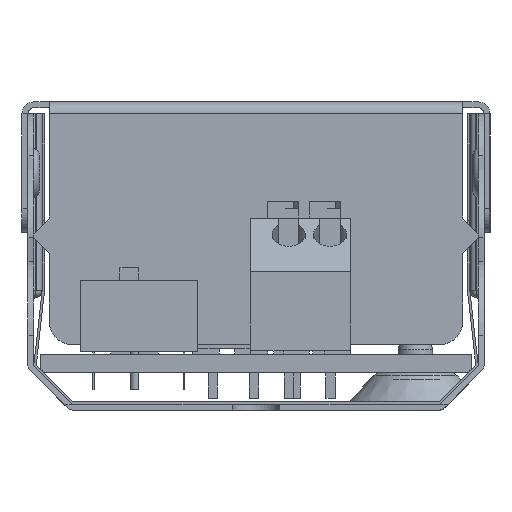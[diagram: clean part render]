
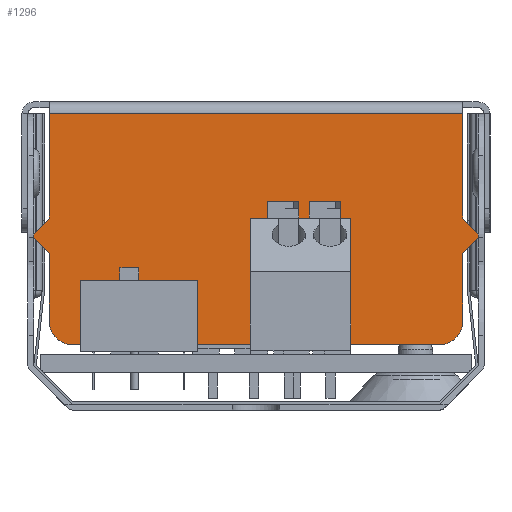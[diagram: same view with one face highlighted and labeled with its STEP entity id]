
A CAD part, left-side view. The second image highlights one B-rep face of the part: STEP entity #1296.
In plain terms, the highlighted planar face has unit normal (-1, 0, 0).
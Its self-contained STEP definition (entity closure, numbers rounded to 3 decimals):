
#1296=ADVANCED_FACE('',(#6291),#6293,.T.);
#6291=FACE_BOUND('',#6292,.T.);
#6292=EDGE_LOOP('',(#10245,#10246,#10247,#10248,#10249,#10250,#10251,#10252,#10253,
#10254,#10255,#10256,#10257,#10258));
#6293=PLANE('',#6294);
#6294=AXIS2_PLACEMENT_3D('',#6295,#6296,#6297);
#6295=CARTESIAN_POINT('',(-72.5,-17.45,5.5));
#6296=DIRECTION('',(-1.,0.,0.));
#6297=DIRECTION('',(0.,0.,1.));
#10245=ORIENTED_EDGE('',*,*,#12849,.F.);
#10246=ORIENTED_EDGE('',*,*,#12850,.F.);
#10247=ORIENTED_EDGE('',*,*,#12851,.F.);
#10248=ORIENTED_EDGE('',*,*,#12852,.T.);
#10249=ORIENTED_EDGE('',*,*,#12853,.T.);
#10250=ORIENTED_EDGE('',*,*,#12725,.T.);
#10251=ORIENTED_EDGE('',*,*,#12854,.T.);
#10252=ORIENTED_EDGE('',*,*,#12855,.T.);
#10253=ORIENTED_EDGE('',*,*,#12856,.T.);
#10254=ORIENTED_EDGE('',*,*,#12857,.F.);
#10255=ORIENTED_EDGE('',*,*,#12858,.T.);
#10256=ORIENTED_EDGE('',*,*,#12648,.T.);
#10257=ORIENTED_EDGE('',*,*,#12848,.T.);
#10258=ORIENTED_EDGE('',*,*,#12859,.F.);
#12648=EDGE_CURVE('',#14293,#14291,#14294,.T.);
#12725=EDGE_CURVE('',#14432,#14430,#14433,.T.);
#12848=EDGE_CURVE('',#14291,#14622,#14624,.T.);
#12849=EDGE_CURVE('',#14625,#14626,#14627,.F.);
#12850=EDGE_CURVE('',#14628,#14625,#14629,.T.);
#12851=EDGE_CURVE('',#14630,#14628,#14631,.F.);
#12852=EDGE_CURVE('',#14630,#14632,#14633,.T.);
#12853=EDGE_CURVE('',#14632,#14432,#14634,.T.);
#12854=EDGE_CURVE('',#14430,#14635,#14636,.T.);
#12855=EDGE_CURVE('',#14635,#14637,#14638,.T.);
#12856=EDGE_CURVE('',#14637,#14639,#14640,.T.);
#12857=EDGE_CURVE('',#14641,#14639,#14642,.T.);
#12858=EDGE_CURVE('',#14641,#14293,#14643,.T.);
#12859=EDGE_CURVE('',#14626,#14622,#14644,.T.);
#14291=VERTEX_POINT('',#17517);
#14293=VERTEX_POINT('',#17521);
#14294=LINE('',#17522,#17523);
#14430=VERTEX_POINT('',#17836);
#14432=VERTEX_POINT('',#17840);
#14433=LINE('',#17841,#17842);
#14622=VERTEX_POINT('',#18393);
#14624=LINE('',#18397,#18398);
#14625=VERTEX_POINT('',#18400);
#14626=VERTEX_POINT('',#18401);
#14627=CIRCLE('',#18402,2.);
#14628=VERTEX_POINT('',#18406);
#14629=LINE('',#18407,#18408);
#14630=VERTEX_POINT('',#18410);
#14631=CIRCLE('',#18411,2.);
#14632=VERTEX_POINT('',#18415);
#14633=LINE('',#18416,#18417);
#14634=LINE('',#18419,#18420);
#14635=VERTEX_POINT('',#18422);
#14636=LINE('',#18423,#18424);
#14637=VERTEX_POINT('',#18426);
#14638=LINE('',#18427,#18428);
#14639=VERTEX_POINT('',#18430);
#14640=LINE('',#18431,#18432);
#14641=VERTEX_POINT('',#18434);
#14642=LINE('',#18435,#18436);
#14643=LINE('',#18438,#18439);
#14644=LINE('',#18441,#18442);
#17517=CARTESIAN_POINT('',(-72.5,18.75,14.6));
#17521=CARTESIAN_POINT('',(-72.5,18.75,14.814));
#17522=CARTESIAN_POINT('',(-72.5,18.75,14.814));
#17523=VECTOR('',#17524,1.);
#17524=DIRECTION('',(0.,0.,-1.));
#17836=CARTESIAN_POINT('',(-72.5,-18.75,14.814));
#17840=CARTESIAN_POINT('',(-72.5,-18.75,14.6));
#17841=CARTESIAN_POINT('',(-72.5,-18.75,14.6));
#17842=VECTOR('',#17843,1.);
#17843=DIRECTION('',(0.,0.,1.));
#18393=CARTESIAN_POINT('',(-72.5,17.45,13.207));
#18397=CARTESIAN_POINT('',(-72.5,18.75,14.6));
#18398=VECTOR('',#18399,1.);
#18399=DIRECTION('',(0.,-0.682,-0.731));
#18400=CARTESIAN_POINT('',(-72.5,15.45,5.5));
#18401=CARTESIAN_POINT('',(-72.5,17.45,7.5));
#18402=AXIS2_PLACEMENT_3D('',#18403,#18404,#18405);
#18403=CARTESIAN_POINT('',(-72.5,15.45,7.5));
#18404=DIRECTION('',(-1.,0.,0.));
#18405=DIRECTION('',(0.,1.,0.));
#18406=CARTESIAN_POINT('',(-72.5,-15.45,5.5));
#18407=CARTESIAN_POINT('',(-72.5,-15.45,5.5));
#18408=VECTOR('',#18409,1.);
#18409=DIRECTION('',(0.,1.,0.));
#18410=CARTESIAN_POINT('',(-72.5,-17.45,7.5));
#18411=AXIS2_PLACEMENT_3D('',#18412,#18413,#18414);
#18412=CARTESIAN_POINT('',(-72.5,-15.45,7.5));
#18413=DIRECTION('',(-1.,0.,0.));
#18414=DIRECTION('',(0.,0.,-1.));
#18415=CARTESIAN_POINT('',(-72.5,-17.45,13.207));
#18416=CARTESIAN_POINT('',(-72.5,-17.45,7.5));
#18417=VECTOR('',#18418,1.);
#18418=DIRECTION('',(0.,0.,1.));
#18419=CARTESIAN_POINT('',(-72.5,-17.45,13.207));
#18420=VECTOR('',#18421,1.);
#18421=DIRECTION('',(0.,-0.682,0.731));
#18422=CARTESIAN_POINT('',(-72.5,-17.45,16.207));
#18423=CARTESIAN_POINT('',(-72.5,-18.75,14.814));
#18424=VECTOR('',#18425,1.);
#18425=DIRECTION('',(0.,0.682,0.731));
#18426=CARTESIAN_POINT('',(-72.5,-17.45,25.));
#18427=CARTESIAN_POINT('',(-72.5,-17.45,16.207));
#18428=VECTOR('',#18429,1.);
#18429=DIRECTION('',(0.,0.,1.));
#18430=CARTESIAN_POINT('',(-72.5,17.45,25.));
#18431=CARTESIAN_POINT('',(-72.5,-17.45,25.));
#18432=VECTOR('',#18433,1.);
#18433=DIRECTION('',(0.,1.,0.));
#18434=CARTESIAN_POINT('',(-72.5,17.45,16.207));
#18435=CARTESIAN_POINT('',(-72.5,17.45,16.207));
#18436=VECTOR('',#18437,1.);
#18437=DIRECTION('',(0.,0.,1.));
#18438=CARTESIAN_POINT('',(-72.5,17.45,16.207));
#18439=VECTOR('',#18440,1.);
#18440=DIRECTION('',(0.,0.682,-0.731));
#18441=CARTESIAN_POINT('',(-72.5,17.45,7.5));
#18442=VECTOR('',#18443,1.);
#18443=DIRECTION('',(0.,0.,1.));
